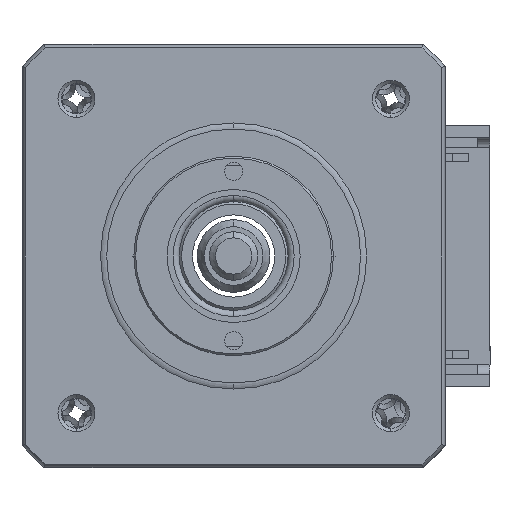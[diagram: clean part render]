
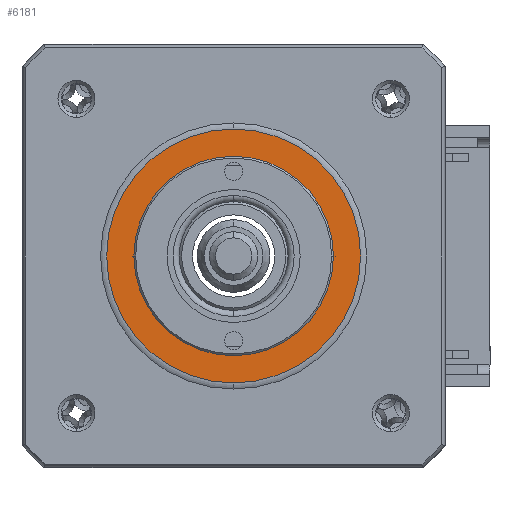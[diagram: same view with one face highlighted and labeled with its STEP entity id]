
A CAD part, left-side view. The second image highlights one B-rep face of the part: STEP entity #6181.
In plain terms, the highlighted planar face has unit normal (-1, 0, 0).
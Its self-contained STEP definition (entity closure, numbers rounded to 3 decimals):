
#114 = CARTESIAN_POINT ( 'NONE',  ( -18.8, 0., 0. ) ) ;
#425 = AXIS2_PLACEMENT_3D ( 'NONE', #964, #6150, #1724 ) ;
#884 = DIRECTION ( 'NONE',  ( 0., 0., -1. ) ) ;
#923 = AXIS2_PLACEMENT_3D ( 'NONE', #5724, #4281, #9256 ) ;
#964 = CARTESIAN_POINT ( 'NONE',  ( -18.8, 0., 0. ) ) ;
#969 = FACE_OUTER_BOUND ( 'NONE', #3572, .T. ) ;
#1010 = CARTESIAN_POINT ( 'NONE',  ( -18.8, 0., 8.25 ) ) ;
#1381 = CARTESIAN_POINT ( 'NONE',  ( -18.8, 0., 0. ) ) ;
#1391 = CARTESIAN_POINT ( 'NONE',  ( -18.8, 0., 10.5 ) ) ;
#1419 = AXIS2_PLACEMENT_3D ( 'NONE', #3879, #8894, #4649 ) ;
#1520 = CARTESIAN_POINT ( 'NONE',  ( -18.8, 0., -10.5 ) ) ;
#1724 = DIRECTION ( 'NONE',  ( 0., 0., -1. ) ) ;
#1947 = CIRCLE ( 'NONE', #425, 10.5 ) ;
#1957 = CIRCLE ( 'NONE', #2422, 8.25 ) ;
#2130 = DIRECTION ( 'NONE',  ( 0., 0., -1. ) ) ;
#2422 = AXIS2_PLACEMENT_3D ( 'NONE', #1381, #6536, #2130 ) ;
#2782 = PLANE ( 'NONE',  #923 ) ;
#2896 = ORIENTED_EDGE ( 'NONE', *, *, #4219, .T. ) ;
#3243 = EDGE_CURVE ( 'NONE', #4309, #4433, #6856, .T. ) ;
#3493 = VERTEX_POINT ( 'NONE', #7051 ) ;
#3572 = EDGE_LOOP ( 'NONE', ( #5094, #7241 ) ) ;
#3879 = CARTESIAN_POINT ( 'NONE',  ( -18.8, 0., 0. ) ) ;
#4100 = AXIS2_PLACEMENT_3D ( 'NONE', #114, #5338, #884 ) ;
#4219 = EDGE_CURVE ( 'NONE', #3493, #8461, #7178, .T. ) ;
#4247 = FACE_BOUND ( 'NONE', #8998, .T. ) ;
#4281 = DIRECTION ( 'NONE',  ( 1., 0., 0. ) ) ;
#4309 = VERTEX_POINT ( 'NONE', #1391 ) ;
#4433 = VERTEX_POINT ( 'NONE', #1520 ) ;
#4601 = EDGE_CURVE ( 'NONE', #4433, #4309, #1947, .T. ) ;
#4649 = DIRECTION ( 'NONE',  ( 0., 0., -1. ) ) ;
#5094 = ORIENTED_EDGE ( 'NONE', *, *, #4601, .T. ) ;
#5338 = DIRECTION ( 'NONE',  ( -1., 0., 0. ) ) ;
#5724 = CARTESIAN_POINT ( 'NONE',  ( -18.8, 0., 0. ) ) ;
#6150 = DIRECTION ( 'NONE',  ( -1., 0., 0. ) ) ;
#6181 = ADVANCED_FACE ( 'NONE', ( #4247, #969 ), #2782, .F. ) ;
#6536 = DIRECTION ( 'NONE',  ( 1., 0., 0. ) ) ;
#6607 = EDGE_CURVE ( 'NONE', #8461, #3493, #1957, .T. ) ;
#6798 = ORIENTED_EDGE ( 'NONE', *, *, #6607, .T. ) ;
#6856 = CIRCLE ( 'NONE', #4100, 10.5 ) ;
#7051 = CARTESIAN_POINT ( 'NONE',  ( -18.8, 0., -8.25 ) ) ;
#7178 = CIRCLE ( 'NONE', #1419, 8.25 ) ;
#7241 = ORIENTED_EDGE ( 'NONE', *, *, #3243, .T. ) ;
#8461 = VERTEX_POINT ( 'NONE', #1010 ) ;
#8894 = DIRECTION ( 'NONE',  ( 1., 0., 0. ) ) ;
#8998 = EDGE_LOOP ( 'NONE', ( #2896, #6798 ) ) ;
#9256 = DIRECTION ( 'NONE',  ( 0., 0., -1. ) ) ;
